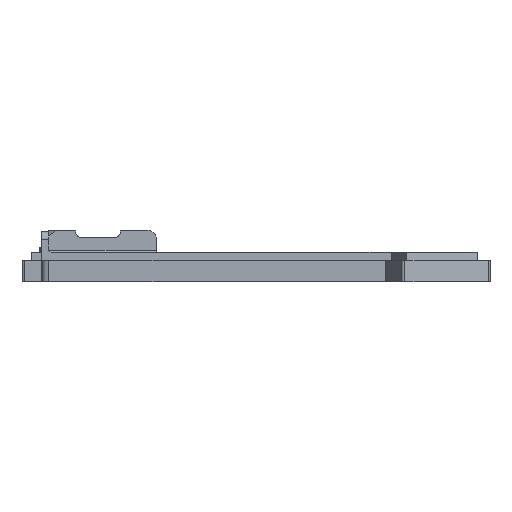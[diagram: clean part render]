
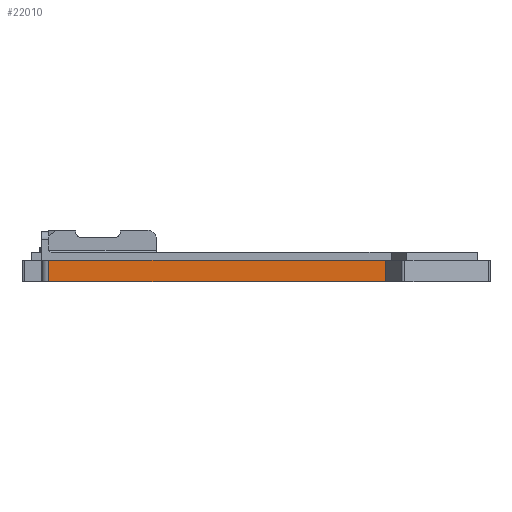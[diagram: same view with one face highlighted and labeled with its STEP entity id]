
A CAD part, left-side view. The second image highlights one B-rep face of the part: STEP entity #22010.
In plain terms, the highlighted planar face has unit normal (-1, 0, 0).
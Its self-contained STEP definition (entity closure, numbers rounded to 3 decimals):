
#1660=LINE('',#28808,#3743);
#1736=LINE('',#29293,#3819);
#3505=LINE('',#40185,#5588);
#3506=LINE('',#40187,#5589);
#3743=VECTOR('',#23627,10.);
#3819=VECTOR('',#23773,10.);
#5588=VECTOR('',#27416,10.);
#5589=VECTOR('',#27419,10.);
#6882=FACE_OUTER_BOUND('',#8137,.T.);
#8137=EDGE_LOOP('',(#20224,#20225,#20226,#20227));
#8686=VERTEX_POINT('',#28805);
#8687=VERTEX_POINT('',#28807);
#8783=VERTEX_POINT('',#29290);
#8784=VERTEX_POINT('',#29292);
#10927=EDGE_CURVE('',#8687,#8686,#1660,.T.);
#11056=EDGE_CURVE('',#8783,#8784,#1736,.T.);
#13780=EDGE_CURVE('',#8784,#8686,#3505,.T.);
#13781=EDGE_CURVE('',#8783,#8687,#3506,.T.);
#20224=ORIENTED_EDGE('',*,*,#11056,.F.);
#20225=ORIENTED_EDGE('',*,*,#13781,.T.);
#20226=ORIENTED_EDGE('',*,*,#10927,.T.);
#20227=ORIENTED_EDGE('',*,*,#13780,.F.);
#20844=PLANE('',#23134);
#22010=ADVANCED_FACE('',(#6882),#20844,.F.);
#23134=AXIS2_PLACEMENT_3D('',#40186,#27417,#27418);
#23627=DIRECTION('',(0.,-1.,0.));
#23773=DIRECTION('',(0.,-1.,0.));
#27416=DIRECTION('',(0.,0.,-1.));
#27417=DIRECTION('center_axis',(1.,0.,0.));
#27418=DIRECTION('ref_axis',(0.,-1.,0.));
#27419=DIRECTION('',(0.,0.,-1.));
#28805=CARTESIAN_POINT('',(-67.419,-40.425,-6.7));
#28807=CARTESIAN_POINT('',(-67.419,30.845,-6.7));
#28808=CARTESIAN_POINT('',(-67.419,30.845,-6.7));
#29290=CARTESIAN_POINT('',(-67.419,30.845,-2.2));
#29292=CARTESIAN_POINT('',(-67.419,-40.425,-2.2));
#29293=CARTESIAN_POINT('',(-67.419,30.845,-2.2));
#40185=CARTESIAN_POINT('',(-67.419,-40.425,-2.2));
#40186=CARTESIAN_POINT('Origin',(-67.419,30.845,-2.2));
#40187=CARTESIAN_POINT('',(-67.419,30.845,-2.2));
